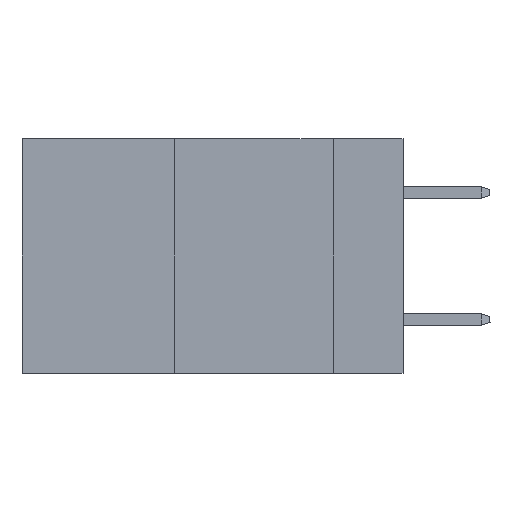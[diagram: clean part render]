
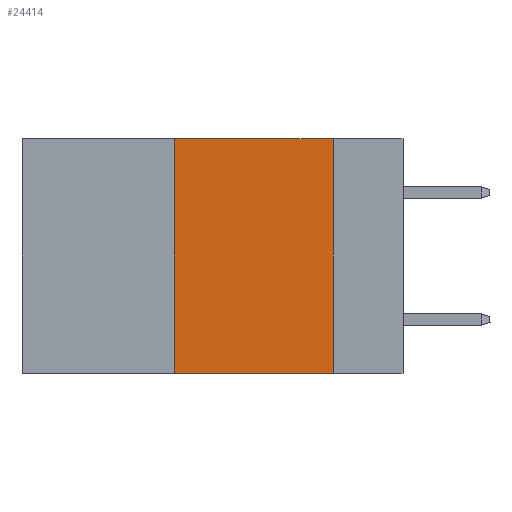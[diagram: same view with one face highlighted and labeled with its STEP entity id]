
A CAD part, left-side view. The second image highlights one B-rep face of the part: STEP entity #24414.
In plain terms, the highlighted planar face has unit normal (-1, 0, 0).
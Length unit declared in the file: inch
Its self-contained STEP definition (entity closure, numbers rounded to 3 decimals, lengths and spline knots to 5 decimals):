
#428 = DIRECTION ( 'NONE',  ( 0., 0., 1. ) ) ;
#774 = CARTESIAN_POINT ( 'NONE',  ( 0., 0.6, 0. ) ) ;
#1230 = CARTESIAN_POINT ( 'NONE',  ( 0., 0.11, 0. ) ) ;
#2842 = DIRECTION ( 'NONE',  ( 0., -1., 0. ) ) ;
#3767 = VERTEX_POINT ( 'NONE', #32013 ) ;
#3875 = CARTESIAN_POINT ( 'NONE',  ( 0., 0.11, -0.37 ) ) ;
#5241 = PLANE ( 'NONE',  #14890 ) ;
#6271 = VERTEX_POINT ( 'NONE', #21744 ) ;
#6691 = ORIENTED_EDGE ( 'NONE', *, *, #27911, .T. ) ;
#6826 = ORIENTED_EDGE ( 'NONE', *, *, #12291, .F. ) ;
#7882 = DIRECTION ( 'NONE',  ( 1., 0., 0. ) ) ;
#8822 = EDGE_LOOP ( 'NONE', ( #17613, #6826, #27615, #6691 ) ) ;
#12291 = EDGE_CURVE ( 'NONE', #3767, #26986, #13265, .T. ) ;
#12506 = VECTOR ( 'NONE', #26929, 39.37008 ) ;
#13265 = LINE ( 'NONE', #774, #28145 ) ;
#14890 = AXIS2_PLACEMENT_3D ( 'NONE', #27829, #7882, #20255 ) ;
#15679 = LINE ( 'NONE', #23133, #29884 ) ;
#15890 = DIRECTION ( 'NONE',  ( 0., -1., 0. ) ) ;
#16245 = CARTESIAN_POINT ( 'NONE',  ( 0., 0.11, 0. ) ) ;
#17613 = ORIENTED_EDGE ( 'NONE', *, *, #27651, .F. ) ;
#17862 = CARTESIAN_POINT ( 'NONE',  ( 0., 0.36, 0. ) ) ;
#20255 = DIRECTION ( 'NONE',  ( 0., 0., -1. ) ) ;
#20537 = EDGE_CURVE ( 'NONE', #6271, #3767, #25968, .T. ) ;
#21744 = CARTESIAN_POINT ( 'NONE',  ( 0., 0.36, -0.37 ) ) ;
#23133 = CARTESIAN_POINT ( 'NONE',  ( 0., 0.6, -0.37 ) ) ;
#24414 = ADVANCED_FACE ( 'NONE', ( #30298 ), #5241, .F. ) ;
#25968 = LINE ( 'NONE', #17862, #32128 ) ;
#26929 = DIRECTION ( 'NONE',  ( 0., 0., -1. ) ) ;
#26986 = VERTEX_POINT ( 'NONE', #16245 ) ;
#27228 = VERTEX_POINT ( 'NONE', #3875 ) ;
#27615 = ORIENTED_EDGE ( 'NONE', *, *, #20537, .F. ) ;
#27651 = EDGE_CURVE ( 'NONE', #26986, #27228, #29551, .T. ) ;
#27829 = CARTESIAN_POINT ( 'NONE',  ( 0., 0.6, 0. ) ) ;
#27911 = EDGE_CURVE ( 'NONE', #6271, #27228, #15679, .T. ) ;
#28145 = VECTOR ( 'NONE', #15890, 39.37008 ) ;
#29551 = LINE ( 'NONE', #1230, #12506 ) ;
#29884 = VECTOR ( 'NONE', #2842, 39.37008 ) ;
#30298 = FACE_OUTER_BOUND ( 'NONE', #8822, .T. ) ;
#32013 = CARTESIAN_POINT ( 'NONE',  ( 0., 0.36, 0. ) ) ;
#32128 = VECTOR ( 'NONE', #428, 39.37008 ) ;
